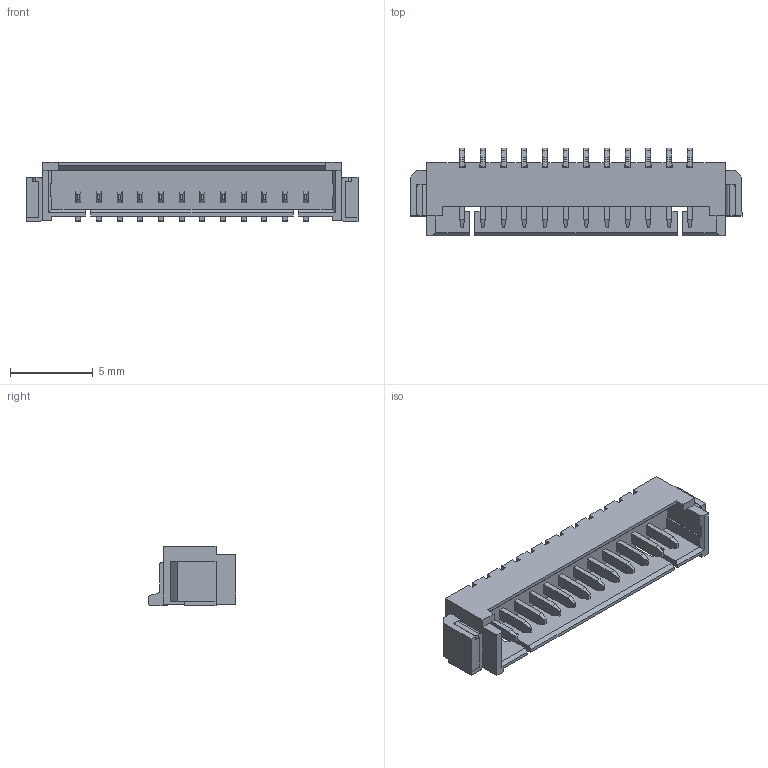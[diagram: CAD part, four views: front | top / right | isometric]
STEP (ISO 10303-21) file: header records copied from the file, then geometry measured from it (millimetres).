
FILE_DESCRIPTION (( 'STEP AP214' ), '1' );
FILE_NAME ('CONN-SMD_12P-P1.25_HCTL_HC-1.25-12PWT.step', '2022-07-29T11:33:55', ( '' ), ( '' ), 'SwSTEP 2.0', 'SolidWorks 2020', '' );
FILE_SCHEMA (( 'AUTOMOTIVE_DESIGN' ));
Length unit declared in the file: millimetre
Products named in the file (1): CONN-SMD_12P-P1.25_HCTL_HC-1.25-12PWT
Bounding box: 20.05 x 5.3 x 3.6 mm (x, y, z)
Volume: 142 mm3; surface area: 558.4 mm2
Topology: 16 solids, 16 shells, 718 faces, 1915 edges, 1250 vertices
Faces by surface type: plane 526, bspline 112, cylinder 80
Entity records: 30695 total; most frequent: CARTESIAN_POINT 5988, ORIENTED_EDGE 3830, DIRECTION 3061, EDGE_CURVE 1915, LINE 1527, VECTOR 1527, VERTEX_POINT 1250, AXIS2_PLACEMENT_3D 767
